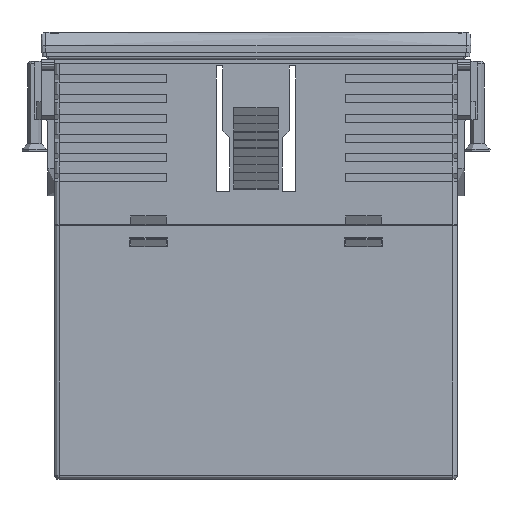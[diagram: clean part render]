
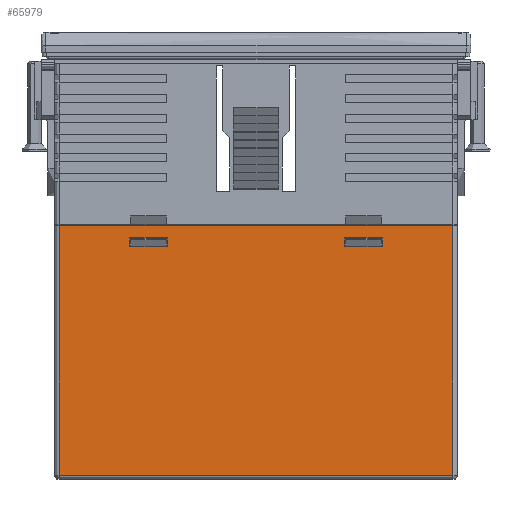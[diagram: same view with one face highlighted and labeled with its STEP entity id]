
A CAD part, front view. The second image highlights one B-rep face of the part: STEP entity #65979.
In plain terms, the highlighted planar face has unit normal (0, -1, 0).
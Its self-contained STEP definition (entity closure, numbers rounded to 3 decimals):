
#3440 = DIRECTION ( 'NONE',  ( 0., 0., 1. ) ) ;
#9317 = VECTOR ( 'NONE', #116858, 1000. ) ;
#10561 = LINE ( 'NONE', #264275, #20435 ) ;
#11482 = ORIENTED_EDGE ( 'NONE', *, *, #82907, .T. ) ;
#11642 = LINE ( 'NONE', #97072, #201207 ) ;
#12718 = EDGE_CURVE ( 'NONE', #76377, #230864, #24169, .T. ) ;
#13045 = VERTEX_POINT ( 'NONE', #246389 ) ;
#14266 = DIRECTION ( 'NONE',  ( 1., 0., 0. ) ) ;
#18307 = VECTOR ( 'NONE', #112951, 1000. ) ;
#20435 = VECTOR ( 'NONE', #31829, 1000. ) ;
#21139 = LINE ( 'NONE', #255569, #94241 ) ;
#21203 = DIRECTION ( 'NONE',  ( 0., -1., 0. ) ) ;
#24169 = LINE ( 'NONE', #43011, #243664 ) ;
#31829 = DIRECTION ( 'NONE',  ( 0., 0., -1. ) ) ;
#32177 = EDGE_CURVE ( 'NONE', #86003, #42265, #252138, .T. ) ;
#35754 = CARTESIAN_POINT ( 'NONE',  ( -44., -20.5, 34. ) ) ;
#36155 = EDGE_CURVE ( 'NONE', #42265, #204932, #178947, .T. ) ;
#39079 = VERTEX_POINT ( 'NONE', #140080 ) ;
#39200 = LINE ( 'NONE', #256224, #248562 ) ;
#40424 = FACE_BOUND ( 'NONE', #121713, .T. ) ;
#42265 = VERTEX_POINT ( 'NONE', #157815 ) ;
#42766 = DIRECTION ( 'NONE',  ( -1., 0., 0. ) ) ;
#43011 = CARTESIAN_POINT ( 'NONE',  ( 19.8, -20.5, 0. ) ) ;
#47033 = VECTOR ( 'NONE', #3440, 1000. ) ;
#52787 = CARTESIAN_POINT ( 'NONE',  ( 44., -20.5, 0. ) ) ;
#54742 = CARTESIAN_POINT ( 'NONE',  ( 19.8, -20.5, 36.7 ) ) ;
#64917 = DIRECTION ( 'NONE',  ( 0., 0., -1. ) ) ;
#65979 = ADVANCED_FACE ( 'NONE', ( #133463, #40424, #93501 ), #129056, .T. ) ;
#69439 = ORIENTED_EDGE ( 'NONE', *, *, #138665, .T. ) ;
#70080 = CARTESIAN_POINT ( 'NONE',  ( 19.8, -20.5, 38.7 ) ) ;
#73373 = ORIENTED_EDGE ( 'NONE', *, *, #247952, .T. ) ;
#74469 = VECTOR ( 'NONE', #195449, 1000. ) ;
#75446 = VECTOR ( 'NONE', #42766, 1000. ) ;
#76377 = VERTEX_POINT ( 'NONE', #54742 ) ;
#81147 = ORIENTED_EDGE ( 'NONE', *, *, #117971, .T. ) ;
#82907 = EDGE_CURVE ( 'NONE', #204932, #173832, #231828, .T. ) ;
#86003 = VERTEX_POINT ( 'NONE', #35754 ) ;
#88718 = CARTESIAN_POINT ( 'NONE',  ( -45., -20.5, 36.7 ) ) ;
#89881 = EDGE_CURVE ( 'NONE', #183267, #146850, #190781, .T. ) ;
#93501 = FACE_BOUND ( 'NONE', #255512, .T. ) ;
#94241 = VECTOR ( 'NONE', #157119, 1000. ) ;
#97072 = CARTESIAN_POINT ( 'NONE',  ( -45., -20.5, 38.7 ) ) ;
#101809 = ORIENTED_EDGE ( 'NONE', *, *, #36155, .T. ) ;
#104347 = DIRECTION ( 'NONE',  ( 0., 0., 1. ) ) ;
#112951 = DIRECTION ( 'NONE',  ( 0., 0., -1. ) ) ;
#113578 = CARTESIAN_POINT ( 'NONE',  ( -45., -20.5, 36.7 ) ) ;
#114389 = CARTESIAN_POINT ( 'NONE',  ( -28.2, -20.5, 36.7 ) ) ;
#115798 = ORIENTED_EDGE ( 'NONE', *, *, #183431, .T. ) ;
#116858 = DIRECTION ( 'NONE',  ( 0., 0., 1. ) ) ;
#117971 = EDGE_CURVE ( 'NONE', #13045, #241037, #21139, .T. ) ;
#120886 = LINE ( 'NONE', #88718, #74469 ) ;
#121713 = EDGE_LOOP ( 'NONE', ( #149899, #171649, #69439, #81147 ) ) ;
#125639 = CARTESIAN_POINT ( 'NONE',  ( -45., -20.5, 34. ) ) ;
#129056 = PLANE ( 'NONE',  #174711 ) ;
#130840 = CARTESIAN_POINT ( 'NONE',  ( -28.2, -20.5, 0. ) ) ;
#131765 = CARTESIAN_POINT ( 'NONE',  ( -45., -20.5, 0. ) ) ;
#132375 = VECTOR ( 'NONE', #274411, 1000. ) ;
#133463 = FACE_OUTER_BOUND ( 'NONE', #154620, .T. ) ;
#138665 = EDGE_CURVE ( 'NONE', #146850, #13045, #170011, .T. ) ;
#140080 = CARTESIAN_POINT ( 'NONE',  ( 28.2, -20.5, 36.7 ) ) ;
#141846 = EDGE_CURVE ( 'NONE', #241037, #183267, #151505, .T. ) ;
#141946 = EDGE_CURVE ( 'NONE', #230864, #234250, #11642, .T. ) ;
#146850 = VERTEX_POINT ( 'NONE', #114389 ) ;
#149899 = ORIENTED_EDGE ( 'NONE', *, *, #141846, .T. ) ;
#151505 = LINE ( 'NONE', #242169, #18307 ) ;
#154620 = EDGE_LOOP ( 'NONE', ( #11482, #115798, #243930, #101809 ) ) ;
#157119 = DIRECTION ( 'NONE',  ( 1., 0., 0. ) ) ;
#157815 = CARTESIAN_POINT ( 'NONE',  ( 44., -20.5, 34. ) ) ;
#170011 = LINE ( 'NONE', #130840, #47033 ) ;
#170127 = CARTESIAN_POINT ( 'NONE',  ( -45., -20.5, 89.7 ) ) ;
#171649 = ORIENTED_EDGE ( 'NONE', *, *, #89881, .T. ) ;
#172580 = EDGE_CURVE ( 'NONE', #234250, #39079, #10561, .T. ) ;
#173832 = VERTEX_POINT ( 'NONE', #239753 ) ;
#174711 = AXIS2_PLACEMENT_3D ( 'NONE', #131765, #21203, #64917 ) ;
#175872 = DIRECTION ( 'NONE',  ( -1., 0., 0. ) ) ;
#178947 = LINE ( 'NONE', #52787, #9317 ) ;
#182495 = ORIENTED_EDGE ( 'NONE', *, *, #12718, .T. ) ;
#183267 = VERTEX_POINT ( 'NONE', #272108 ) ;
#183431 = EDGE_CURVE ( 'NONE', #173832, #86003, #39200, .T. ) ;
#184138 = VECTOR ( 'NONE', #175872, 1000. ) ;
#190781 = LINE ( 'NONE', #113578, #184138 ) ;
#195449 = DIRECTION ( 'NONE',  ( -1., 0., 0. ) ) ;
#201207 = VECTOR ( 'NONE', #14266, 1000. ) ;
#204932 = VERTEX_POINT ( 'NONE', #217305 ) ;
#205710 = CARTESIAN_POINT ( 'NONE',  ( 28.2, -20.5, 38.7 ) ) ;
#217049 = DIRECTION ( 'NONE',  ( 0., 0., -1. ) ) ;
#217305 = CARTESIAN_POINT ( 'NONE',  ( 44., -20.5, 89.7 ) ) ;
#223291 = ORIENTED_EDGE ( 'NONE', *, *, #141946, .T. ) ;
#230864 = VERTEX_POINT ( 'NONE', #70080 ) ;
#231828 = LINE ( 'NONE', #170127, #75446 ) ;
#234250 = VERTEX_POINT ( 'NONE', #205710 ) ;
#239753 = CARTESIAN_POINT ( 'NONE',  ( -44., -20.5, 89.7 ) ) ;
#241037 = VERTEX_POINT ( 'NONE', #272680 ) ;
#242169 = CARTESIAN_POINT ( 'NONE',  ( -19.8, -20.5, 0. ) ) ;
#243664 = VECTOR ( 'NONE', #104347, 1000. ) ;
#243930 = ORIENTED_EDGE ( 'NONE', *, *, #32177, .T. ) ;
#246389 = CARTESIAN_POINT ( 'NONE',  ( -28.2, -20.5, 38.7 ) ) ;
#247952 = EDGE_CURVE ( 'NONE', #39079, #76377, #120886, .T. ) ;
#248562 = VECTOR ( 'NONE', #217049, 1000. ) ;
#252138 = LINE ( 'NONE', #125639, #132375 ) ;
#255512 = EDGE_LOOP ( 'NONE', ( #274894, #73373, #182495, #223291 ) ) ;
#255569 = CARTESIAN_POINT ( 'NONE',  ( -45., -20.5, 38.7 ) ) ;
#256224 = CARTESIAN_POINT ( 'NONE',  ( -44., -20.5, 0. ) ) ;
#264275 = CARTESIAN_POINT ( 'NONE',  ( 28.2, -20.5, 0. ) ) ;
#272108 = CARTESIAN_POINT ( 'NONE',  ( -19.8, -20.5, 36.7 ) ) ;
#272680 = CARTESIAN_POINT ( 'NONE',  ( -19.8, -20.5, 38.7 ) ) ;
#274411 = DIRECTION ( 'NONE',  ( 1., 0., 0. ) ) ;
#274894 = ORIENTED_EDGE ( 'NONE', *, *, #172580, .T. ) ;
